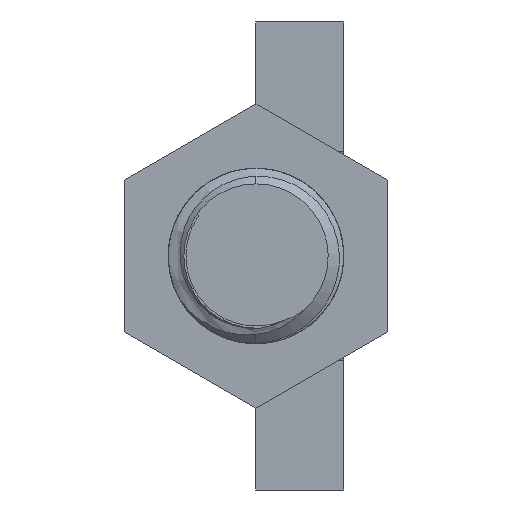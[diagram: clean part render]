
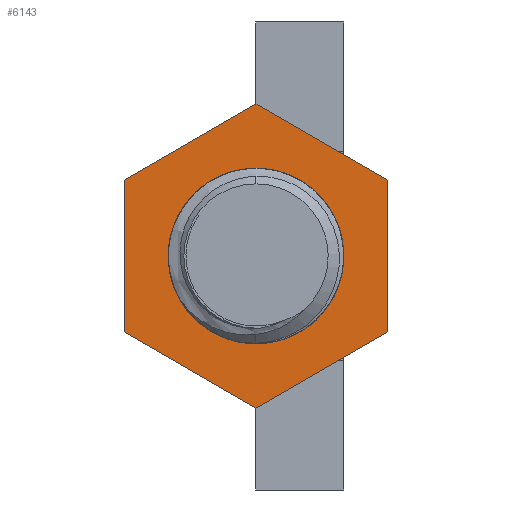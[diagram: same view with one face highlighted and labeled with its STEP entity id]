
A CAD part, left-side view. The second image highlights one B-rep face of the part: STEP entity #6143.
In plain terms, the highlighted planar face has unit normal (-1, 0, 0).
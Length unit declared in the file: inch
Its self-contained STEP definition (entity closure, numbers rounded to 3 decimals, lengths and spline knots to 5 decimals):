
#435 = CARTESIAN_POINT ( 'NONE',  ( -9.10937, 0.1875, -0.64952 ) ) ;
#437 = CARTESIAN_POINT ( 'NONE',  ( -9.10937, -0.375, -0.32476 ) ) ;
#438 = CARTESIAN_POINT ( 'NONE',  ( -9.10937, -0.375, 0.32476 ) ) ;
#443 = CARTESIAN_POINT ( 'NONE',  ( -9.10937, 0.1875, 0.64952 ) ) ;
#444 = CARTESIAN_POINT ( 'NONE',  ( -9.10937, 0.75, 0.32476 ) ) ;
#445 = CARTESIAN_POINT ( 'NONE',  ( -9.10937, 0.75, -0.32476 ) ) ;
#446 = CARTESIAN_POINT ( 'NONE',  ( -9.10937, 0.1875, -0.375 ) ) ;
#447 = CARTESIAN_POINT ( 'NONE',  ( -9.10937, 0.1875, 0.375 ) ) ;
#546 = VERTEX_POINT ( 'NONE', #447 ) ;
#547 = VERTEX_POINT ( 'NONE', #446 ) ;
#548 = VERTEX_POINT ( 'NONE', #445 ) ;
#549 = VERTEX_POINT ( 'NONE', #444 ) ;
#550 = VERTEX_POINT ( 'NONE', #443 ) ;
#555 = VERTEX_POINT ( 'NONE', #438 ) ;
#556 = VERTEX_POINT ( 'NONE', #437 ) ;
#558 = VERTEX_POINT ( 'NONE', #435 ) ;
#2937 = EDGE_CURVE ( 'NONE', #546, #547, #3466, .T. ) ;
#2939 = EDGE_CURVE ( 'NONE', #556, #555, #3465, .T. ) ;
#2940 = EDGE_CURVE ( 'NONE', #549, #548, #3477, .T. ) ;
#2941 = EDGE_CURVE ( 'NONE', #548, #558, #3461, .T. ) ;
#2942 = EDGE_CURVE ( 'NONE', #550, #549, #3459, .T. ) ;
#2943 = EDGE_CURVE ( 'NONE', #558, #556, #3456, .T. ) ;
#2944 = EDGE_CURVE ( 'NONE', #547, #546, #3454, .T. ) ;
#2947 = EDGE_CURVE ( 'NONE', #555, #550, #3451, .T. ) ;
#3082 = AXIS2_PLACEMENT_3D ( 'NONE', #6094, #6081, #6080 ) ;
#3083 = AXIS2_PLACEMENT_3D ( 'NONE', #6118, #6104, #6103 ) ;
#3126 = AXIS2_PLACEMENT_3D ( 'NONE', #9115, #9112, #9111 ) ;
#3451 = LINE ( 'NONE', #6076, #3468 ) ;
#3454 = CIRCLE ( 'NONE', #3082, 0.375 ) ;
#3455 = VECTOR ( 'NONE', #6083, 39.37008 ) ;
#3456 = LINE ( 'NONE', #6088, #3455 ) ;
#3458 = VECTOR ( 'NONE', #6089, 39.37008 ) ;
#3459 = LINE ( 'NONE', #6090, #3458 ) ;
#3460 = VECTOR ( 'NONE', #6091, 39.37008 ) ;
#3461 = LINE ( 'NONE', #6092, #3460 ) ;
#3463 = VECTOR ( 'NONE', #6093, 39.37008 ) ;
#3464 = VECTOR ( 'NONE', #6095, 39.37008 ) ;
#3465 = LINE ( 'NONE', #6097, #3464 ) ;
#3466 = CIRCLE ( 'NONE', #3083, 0.375 ) ;
#3468 = VECTOR ( 'NONE', #6070, 39.37008 ) ;
#3477 = LINE ( 'NONE', #6102, #3463 ) ;
#4693 = FACE_OUTER_BOUND ( 'NONE', #4971, .T. ) ;
#4694 = FACE_BOUND ( 'NONE', #5044, .T. ) ;
#4971 = EDGE_LOOP ( 'NONE', ( #8291, #8290, #8289, #8288, #8287, #8286 ) ) ;
#5044 = EDGE_LOOP ( 'NONE', ( #8285, #8284 ) ) ;
#6070 = DIRECTION ( 'NONE',  ( 0., 0.866, 0.5 ) ) ;
#6076 = CARTESIAN_POINT ( 'NONE',  ( -9.10937, -0.375, 0.32476 ) ) ;
#6080 = DIRECTION ( 'NONE',  ( 0., 0., 1. ) ) ;
#6081 = DIRECTION ( 'NONE',  ( -1., 0., 0. ) ) ;
#6083 = DIRECTION ( 'NONE',  ( 0., -0.866, 0.5 ) ) ;
#6088 = CARTESIAN_POINT ( 'NONE',  ( -9.10937, 0.1875, -0.64952 ) ) ;
#6089 = DIRECTION ( 'NONE',  ( 0., 0.866, -0.5 ) ) ;
#6090 = CARTESIAN_POINT ( 'NONE',  ( -9.10937, 0.1875, 0.64952 ) ) ;
#6091 = DIRECTION ( 'NONE',  ( 0., -0.866, -0.5 ) ) ;
#6092 = CARTESIAN_POINT ( 'NONE',  ( -9.10937, 0.75, -0.32476 ) ) ;
#6093 = DIRECTION ( 'NONE',  ( 0., 0., -1. ) ) ;
#6094 = CARTESIAN_POINT ( 'NONE',  ( -9.10937, 0.1875, 0. ) ) ;
#6095 = DIRECTION ( 'NONE',  ( 0., 0., 1. ) ) ;
#6097 = CARTESIAN_POINT ( 'NONE',  ( -9.10937, -0.375, -0.32476 ) ) ;
#6102 = CARTESIAN_POINT ( 'NONE',  ( -9.10937, 0.75, 0.32476 ) ) ;
#6103 = DIRECTION ( 'NONE',  ( 0., 0., 1. ) ) ;
#6104 = DIRECTION ( 'NONE',  ( -1., 0., 0. ) ) ;
#6118 = CARTESIAN_POINT ( 'NONE',  ( -9.10937, 0.1875, 0. ) ) ;
#6143 = ADVANCED_FACE ( 'NONE', ( #4693, #4694 ), #9114, .T. ) ;
#8284 = ORIENTED_EDGE ( 'NONE', *, *, #2937, .F. ) ;
#8285 = ORIENTED_EDGE ( 'NONE', *, *, #2944, .F. ) ;
#8286 = ORIENTED_EDGE ( 'NONE', *, *, #2942, .T. ) ;
#8287 = ORIENTED_EDGE ( 'NONE', *, *, #2947, .T. ) ;
#8288 = ORIENTED_EDGE ( 'NONE', *, *, #2939, .T. ) ;
#8289 = ORIENTED_EDGE ( 'NONE', *, *, #2943, .T. ) ;
#8290 = ORIENTED_EDGE ( 'NONE', *, *, #2941, .T. ) ;
#8291 = ORIENTED_EDGE ( 'NONE', *, *, #2940, .T. ) ;
#9111 = DIRECTION ( 'NONE',  ( 0., 0., 1. ) ) ;
#9112 = DIRECTION ( 'NONE',  ( -1., 0., 0. ) ) ;
#9114 = PLANE ( 'NONE',  #3126 ) ;
#9115 = CARTESIAN_POINT ( 'NONE',  ( -9.10937, 0.75, -0.32476 ) ) ;
